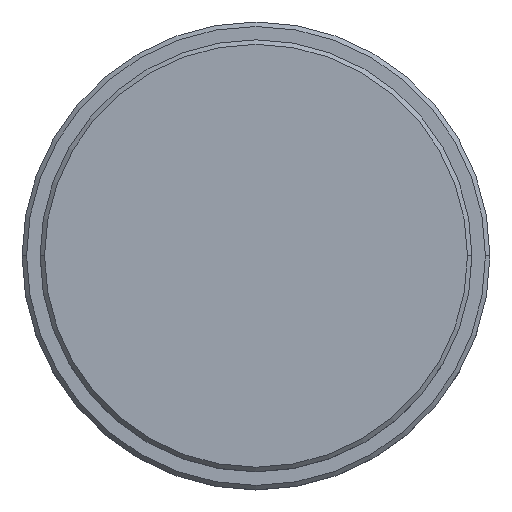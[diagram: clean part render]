
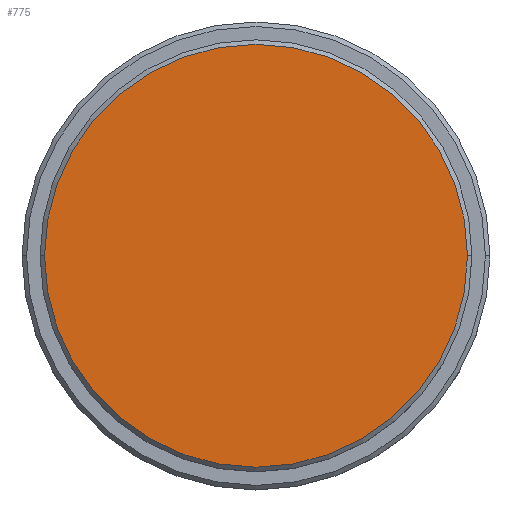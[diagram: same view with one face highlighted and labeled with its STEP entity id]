
A CAD part, top view. The second image highlights one B-rep face of the part: STEP entity #775.
In plain terms, the highlighted planar face has unit normal (0, 0, 1).
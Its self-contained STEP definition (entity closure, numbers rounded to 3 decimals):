
#66 = DIRECTION ( 'NONE',  ( 1., 0., 0. ) ) ;
#87 = PLANE ( 'NONE',  #442 ) ;
#201 = ORIENTED_EDGE ( 'NONE', *, *, #203, .T. ) ;
#203 = EDGE_CURVE ( 'NONE', #720, #831, #529, .T. ) ;
#241 = CIRCLE ( 'NONE', #1223, 23.5 ) ;
#257 = DIRECTION ( 'NONE',  ( 0., 0., 1. ) ) ;
#340 = ORIENTED_EDGE ( 'NONE', *, *, #1150, .T. ) ;
#442 = AXIS2_PLACEMENT_3D ( 'NONE', #865, #620, #972 ) ;
#485 = DIRECTION ( 'NONE',  ( 0., 0., 1. ) ) ;
#529 = CIRCLE ( 'NONE', #842, 23.5 ) ;
#594 = CARTESIAN_POINT ( 'NONE',  ( 0., 0., 0. ) ) ;
#620 = DIRECTION ( 'NONE',  ( 0., 0., 1. ) ) ;
#720 = VERTEX_POINT ( 'NONE', #1213 ) ;
#729 = CARTESIAN_POINT ( 'NONE',  ( 23.5, 0., 0. ) ) ;
#775 = ADVANCED_FACE ( 'NONE', ( #1179 ), #87, .T. ) ;
#831 = VERTEX_POINT ( 'NONE', #729 ) ;
#842 = AXIS2_PLACEMENT_3D ( 'NONE', #945, #257, #66 ) ;
#865 = CARTESIAN_POINT ( 'NONE',  ( 0., 0., 0. ) ) ;
#929 = DIRECTION ( 'NONE',  ( 1., 0., 0. ) ) ;
#945 = CARTESIAN_POINT ( 'NONE',  ( 0., 0., 0. ) ) ;
#972 = DIRECTION ( 'NONE',  ( 1., 0., 0. ) ) ;
#1005 = EDGE_LOOP ( 'NONE', ( #201, #340 ) ) ;
#1150 = EDGE_CURVE ( 'NONE', #831, #720, #241, .T. ) ;
#1179 = FACE_OUTER_BOUND ( 'NONE', #1005, .T. ) ;
#1213 = CARTESIAN_POINT ( 'NONE',  ( -23.5, 0., 0. ) ) ;
#1223 = AXIS2_PLACEMENT_3D ( 'NONE', #594, #485, #929 ) ;
